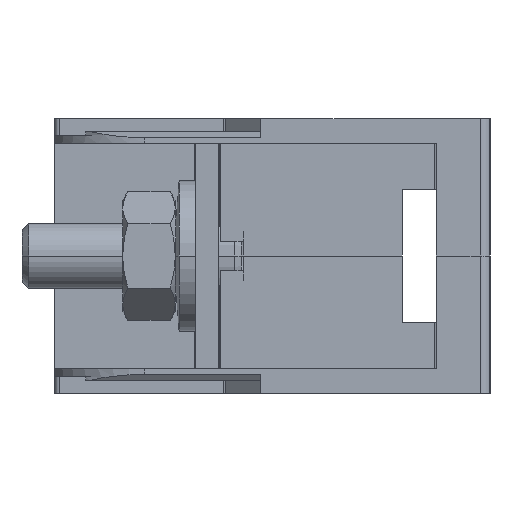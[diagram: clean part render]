
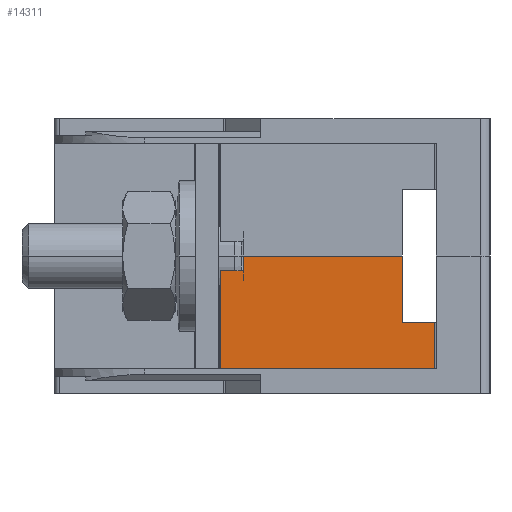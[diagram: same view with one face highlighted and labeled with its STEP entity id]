
A CAD part, left-side view. The second image highlights one B-rep face of the part: STEP entity #14311.
In plain terms, the highlighted planar face has unit normal (-1, 0, 0).
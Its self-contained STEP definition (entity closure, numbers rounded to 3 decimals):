
#6688=DIRECTION('',(0.,-1.,0.));
#6689=VECTOR('',#6688,24.3);
#6690=CARTESIAN_POINT('',(-35.,31.2,0.));
#6691=LINE('',#6690,#6689);
#8152=DIRECTION('',(0.,0.,1.));
#8153=VECTOR('',#8152,2.25);
#8154=CARTESIAN_POINT('',(-35.,34.7,-4.5));
#8155=LINE('',#8154,#8153);
#8388=DIRECTION('',(0.,1.,0.));
#8389=VECTOR('',#8388,32.793);
#8390=CARTESIAN_POINT('',(-35.,1.907,-17.2));
#8391=LINE('',#8390,#8389);
#8982=DIRECTION('',(0.,0.,1.));
#8983=VECTOR('',#8982,12.7);
#8984=CARTESIAN_POINT('',(-35.,34.7,-17.2));
#8985=LINE('',#8984,#8983);
#8986=DIRECTION('',(0.,0.,-1.));
#8987=VECTOR('',#8986,7.1);
#8988=CARTESIAN_POINT('',(-35.,1.907,-10.1));
#8989=LINE('',#8988,#8987);
#9605=DIRECTION('',(0.,-1.,0.));
#9606=VECTOR('',#9605,3.5);
#9607=CARTESIAN_POINT('',(-35.,34.7,-2.25));
#9608=LINE('',#9607,#9606);
#9631=DIRECTION('',(0.,0.,-1.));
#9632=VECTOR('',#9631,2.25);
#9633=CARTESIAN_POINT('',(-35.,31.2,0.));
#9634=LINE('',#9633,#9632);
#9689=DIRECTION('',(0.,1.,0.));
#9690=VECTOR('',#9689,4.993);
#9691=CARTESIAN_POINT('',(-35.,1.907,-10.1));
#9692=LINE('',#9691,#9690);
#9693=DIRECTION('',(0.,0.,1.));
#9694=VECTOR('',#9693,10.1);
#9695=CARTESIAN_POINT('',(-35.,6.9,-10.1));
#9696=LINE('',#9695,#9694);
#10350=CARTESIAN_POINT('',(-35.,31.2,0.));
#10351=CARTESIAN_POINT('',(-35.,6.9,0.));
#10352=VERTEX_POINT('',#10350);
#10353=VERTEX_POINT('',#10351);
#10358=CARTESIAN_POINT('',(-35.,6.9,-10.1));
#10359=VERTEX_POINT('',#10358);
#11079=CARTESIAN_POINT('',(-35.,34.7,-17.2));
#11080=VERTEX_POINT('',#11079);
#11122=CARTESIAN_POINT('',(-35.,1.907,-17.2));
#11124=VERTEX_POINT('',#11122);
#11125=CARTESIAN_POINT('',(-35.,1.907,-10.1));
#11126=VERTEX_POINT('',#11125);
#11205=CARTESIAN_POINT('',(-35.,34.7,-4.5));
#11207=VERTEX_POINT('',#11205);
#11220=CARTESIAN_POINT('',(-35.,31.2,-2.25));
#11221=VERTEX_POINT('',#11220);
#11226=CARTESIAN_POINT('',(-35.,34.7,-2.25));
#11227=VERTEX_POINT('',#11226);
#14290=CARTESIAN_POINT('',(-35.,1.7,0.));
#14291=DIRECTION('',(1.,0.,0.));
#14292=DIRECTION('',(0.,1.,0.));
#14293=AXIS2_PLACEMENT_3D('',#14290,#14291,#14292);
#14294=PLANE('',#14293);
#14296=ORIENTED_EDGE('',*,*,#14295,.T.);
#14297=ORIENTED_EDGE('',*,*,#13239,.T.);
#14299=ORIENTED_EDGE('',*,*,#14298,.T.);
#14301=ORIENTED_EDGE('',*,*,#14300,.F.);
#14302=ORIENTED_EDGE('',*,*,#11489,.T.);
#14304=ORIENTED_EDGE('',*,*,#14303,.F.);
#14306=ORIENTED_EDGE('',*,*,#14305,.F.);
#14307=ORIENTED_EDGE('',*,*,#14283,.T.);
#14308=ORIENTED_EDGE('',*,*,#13467,.T.);
#14309=EDGE_LOOP('',(#14296,#14297,#14299,#14301,#14302,#14304,#14306,#14307,
#14308));
#14310=FACE_OUTER_BOUND('',#14309,.F.);
#11489=EDGE_CURVE('',#10352,#10353,#6691,.T.);
#13239=EDGE_CURVE('',#11207,#11227,#8155,.T.);
#13467=EDGE_CURVE('',#11124,#11080,#8391,.T.);
#14283=EDGE_CURVE('',#11126,#11124,#8989,.T.);
#14295=EDGE_CURVE('',#11080,#11207,#8985,.T.);
#14298=EDGE_CURVE('',#11227,#11221,#9608,.T.);
#14300=EDGE_CURVE('',#10352,#11221,#9634,.T.);
#14303=EDGE_CURVE('',#10359,#10353,#9696,.T.);
#14305=EDGE_CURVE('',#11126,#10359,#9692,.T.);
#14311=ADVANCED_FACE('',(#14310),#14294,.F.);
